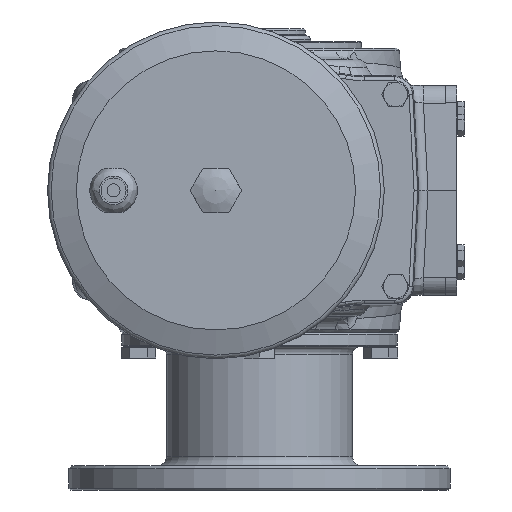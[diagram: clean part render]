
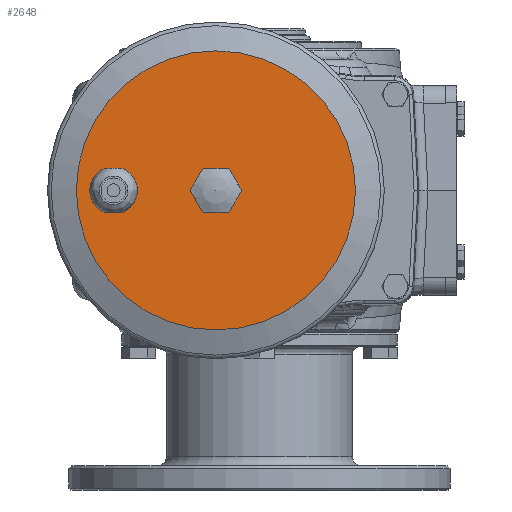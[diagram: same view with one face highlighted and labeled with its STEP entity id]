
A CAD part, left-side view. The second image highlights one B-rep face of the part: STEP entity #2648.
In plain terms, the highlighted planar face has unit normal (-1, 0, 0).
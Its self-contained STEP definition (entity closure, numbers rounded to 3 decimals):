
#2648 = ADVANCED_FACE( '', ( #5898, #5899, #5900 ), #5901, .T. );
#5898 = FACE_BOUND( '', #16688, .T. );
#5899 = FACE_OUTER_BOUND( '', #16689, .T. );
#5900 = FACE_BOUND( '', #16690, .T. );
#5901 = PLANE( '', #16691 );
#16688 = EDGE_LOOP( '', ( #27205, #27206, #27207, #27208 ) );
#16689 = EDGE_LOOP( '', ( #27209 ) );
#16690 = EDGE_LOOP( '', ( #27210, #27211, #27212, #27213, #27214, #27215 ) );
#16691 = AXIS2_PLACEMENT_3D( '', #27216, #27217, #27218 );
#27205 = ORIENTED_EDGE( '', *, *, #30485, .F. );
#27206 = ORIENTED_EDGE( '', *, *, #31781, .F. );
#27207 = ORIENTED_EDGE( '', *, *, #31797, .F. );
#27208 = ORIENTED_EDGE( '', *, *, #30624, .T. );
#27209 = ORIENTED_EDGE( '', *, *, #31798, .T. );
#27210 = ORIENTED_EDGE( '', *, *, #29848, .T. );
#27211 = ORIENTED_EDGE( '', *, *, #31799, .T. );
#27212 = ORIENTED_EDGE( '', *, *, #31800, .T. );
#27213 = ORIENTED_EDGE( '', *, *, #31154, .T. );
#27214 = ORIENTED_EDGE( '', *, *, #29733, .T. );
#27215 = ORIENTED_EDGE( '', *, *, #30769, .T. );
#27216 = CARTESIAN_POINT( '', ( -623.9, 98.4, 0. ) );
#27217 = DIRECTION( '', ( -1., 0., 0. ) );
#27218 = DIRECTION( '', ( 0., 1., 0. ) );
#29733 = EDGE_CURVE( '', #33260, #33262, #33264, .T. );
#29848 = EDGE_CURVE( '', #33442, #33444, #33446, .T. );
#30485 = EDGE_CURVE( '', #34428, #34429, #34430, .T. );
#30624 = EDGE_CURVE( '', #34636, #34429, #34637, .T. );
#30769 = EDGE_CURVE( '', #33262, #33442, #34846, .T. );
#31154 = EDGE_CURVE( '', #35367, #33260, #35369, .T. );
#31781 = EDGE_CURVE( '', #36150, #34428, #36153, .T. );
#31797 = EDGE_CURVE( '', #34636, #36150, #36173, .T. );
#31798 = EDGE_CURVE( '', #36174, #36174, #36175, .T. );
#31799 = EDGE_CURVE( '', #33444, #36176, #36177, .T. );
#31800 = EDGE_CURVE( '', #36176, #35367, #36178, .T. );
#33260 = VERTEX_POINT( '', #38870 );
#33262 = VERTEX_POINT( '', #38873 );
#33264 = LINE( '', #38876, #38877 );
#33442 = VERTEX_POINT( '', #39192 );
#33444 = VERTEX_POINT( '', #39195 );
#33446 = LINE( '', #39198, #39199 );
#34428 = VERTEX_POINT( '', #41610 );
#34429 = VERTEX_POINT( '', #41611 );
#34430 = CIRCLE( '', #41612, 12.8 );
#34636 = VERTEX_POINT( '', #42097 );
#34637 = LINE( '', #42098, #42099 );
#34846 = LINE( '', #42488, #42489 );
#35367 = VERTEX_POINT( '', #43629 );
#35369 = LINE( '', #43632, #43633 );
#36150 = VERTEX_POINT( '', #45065 );
#36153 = LINE( '', #45069, #45070 );
#36173 = CIRCLE( '', #45124, 12.8 );
#36174 = VERTEX_POINT( '', #45125 );
#36175 = CIRCLE( '', #45126, 75. );
#36176 = VERTEX_POINT( '', #45127 );
#36177 = LINE( '', #45128, #45129 );
#36178 = LINE( '', #45130, #45131 );
#38870 = CARTESIAN_POINT( '', ( -623.9, 37.256, 0. ) );
#38873 = CARTESIAN_POINT( '', ( -623.9, 30.328, 12. ) );
#38876 = CARTESIAN_POINT( '', ( -623.9, 37.256, 0. ) );
#38877 = VECTOR( '', #46681, 1000. );
#39192 = CARTESIAN_POINT( '', ( -623.9, 16.472, 12. ) );
#39195 = CARTESIAN_POINT( '', ( -623.9, 9.544, 0. ) );
#39198 = CARTESIAN_POINT( '', ( -623.9, 16.472, 12. ) );
#39199 = VECTOR( '', #46815, 1000. );
#41610 = CARTESIAN_POINT( '', ( -623.9, 73.946, -12. ) );
#41611 = CARTESIAN_POINT( '', ( -623.9, 73.946, 12. ) );
#41612 = AXIS2_PLACEMENT_3D( '', #47559, #47560, #47561 );
#42097 = CARTESIAN_POINT( '', ( -623.9, 82.854, 12. ) );
#42098 = CARTESIAN_POINT( '', ( -623.9, 82.854, 12. ) );
#42099 = VECTOR( '', #47737, 1000. );
#42488 = CARTESIAN_POINT( '', ( -623.9, 30.328, 12. ) );
#42489 = VECTOR( '', #47929, 1000. );
#43629 = CARTESIAN_POINT( '', ( -623.9, 30.328, -12. ) );
#43632 = CARTESIAN_POINT( '', ( -623.9, 30.328, -12. ) );
#43633 = VECTOR( '', #48332, 1000. );
#45065 = CARTESIAN_POINT( '', ( -623.9, 82.854, -12. ) );
#45069 = CARTESIAN_POINT( '', ( -623.9, 82.854, -12. ) );
#45070 = VECTOR( '', #48953, 1000. );
#45124 = AXIS2_PLACEMENT_3D( '', #48970, #48971, #48972 );
#45125 = CARTESIAN_POINT( '', ( -623.9, 98.4, 0. ) );
#45126 = AXIS2_PLACEMENT_3D( '', #48973, #48974, #48975 );
#45127 = CARTESIAN_POINT( '', ( -623.9, 16.472, -12. ) );
#45128 = CARTESIAN_POINT( '', ( -623.9, 9.544, 0. ) );
#45129 = VECTOR( '', #48976, 1000. );
#45130 = CARTESIAN_POINT( '', ( -623.9, 16.472, -12. ) );
#45131 = VECTOR( '', #48977, 1000. );
#46681 = DIRECTION( '', ( 0., -0.5, 0.866 ) );
#46815 = DIRECTION( '', ( 0., -0.5, -0.866 ) );
#47559 = CARTESIAN_POINT( '', ( -623.9, 78.4, 0. ) );
#47560 = DIRECTION( '', ( -1., 0., 0. ) );
#47561 = DIRECTION( '', ( 0., 1., 0. ) );
#47737 = DIRECTION( '', ( 0., -1., 0. ) );
#47929 = DIRECTION( '', ( 0., -1., 0. ) );
#48332 = DIRECTION( '', ( 0., 0.5, 0.866 ) );
#48953 = DIRECTION( '', ( 0., -1., 0. ) );
#48970 = CARTESIAN_POINT( '', ( -623.9, 78.4, 0. ) );
#48971 = DIRECTION( '', ( -1., 0., 0. ) );
#48972 = DIRECTION( '', ( 0., 1., 0. ) );
#48973 = CARTESIAN_POINT( '', ( -623.9, 23.4, 0. ) );
#48974 = DIRECTION( '', ( -1., 0., 0. ) );
#48975 = DIRECTION( '', ( 0., 1., 0. ) );
#48976 = DIRECTION( '', ( 0., 0.5, -0.866 ) );
#48977 = DIRECTION( '', ( 0., 1., 0. ) );
